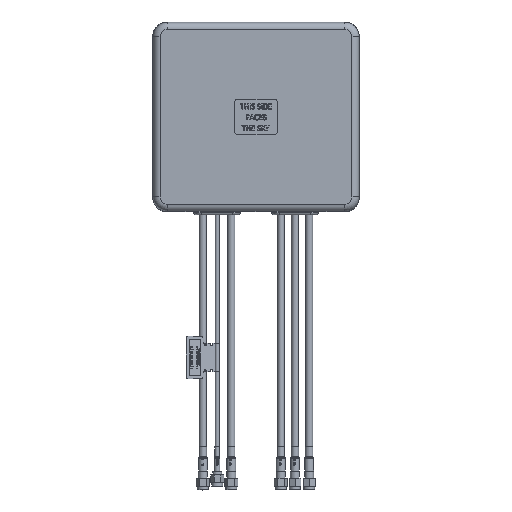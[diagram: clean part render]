
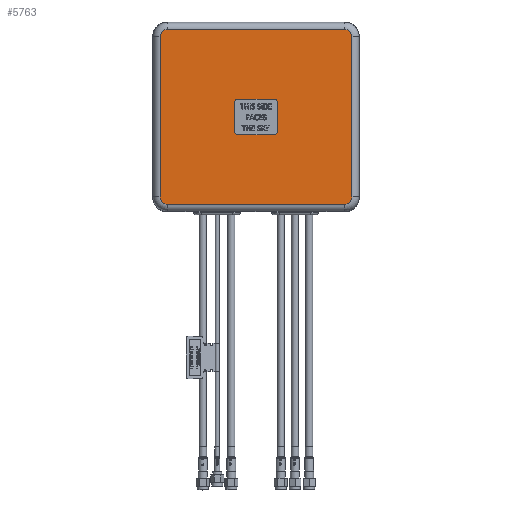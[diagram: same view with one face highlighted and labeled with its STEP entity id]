
A CAD part, top view. The second image highlights one B-rep face of the part: STEP entity #5763.
In plain terms, the highlighted planar face has unit normal (0, 0, 1).
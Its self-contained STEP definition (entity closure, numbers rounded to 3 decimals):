
#144 = ORIENTED_EDGE ( 'NONE', *, *, #22491, .F. ) ;
#177 = ORIENTED_EDGE ( 'NONE', *, *, #14481, .F. ) ;
#298 = VERTEX_POINT ( 'NONE', #16800 ) ;
#351 = DIRECTION ( 'NONE',  ( 0., 0., -1. ) ) ;
#1092 = ORIENTED_EDGE ( 'NONE', *, *, #26961, .F. ) ;
#1169 = LINE ( 'NONE', #19445, #7782 ) ;
#1816 = CARTESIAN_POINT ( 'NONE',  ( -22.809, -65.217, -12.672 ) ) ;
#1822 = CARTESIAN_POINT ( 'NONE',  ( -90.48, -126.888, -12.672 ) ) ;
#1924 = VERTEX_POINT ( 'NONE', #24138 ) ;
#2466 = ORIENTED_EDGE ( 'NONE', *, *, #6232, .F. ) ;
#2804 = VECTOR ( 'NONE', #15815, 1000. ) ;
#3853 = CIRCLE ( 'NONE', #14467, 5.172 ) ;
#3880 = CARTESIAN_POINT ( 'NONE',  ( -152.98, -121.717, -12.672 ) ) ;
#4083 = DIRECTION ( 'NONE',  ( 0., 1., 0. ) ) ;
#4624 = AXIS2_PLACEMENT_3D ( 'NONE', #3880, #8428, #6139 ) ;
#5763 = ADVANCED_FACE ( 'NONE', ( #15899 ), #16949, .T. ) ;
#6139 = DIRECTION ( 'NONE',  ( 0., -1., 0. ) ) ;
#6232 = EDGE_CURVE ( 'NONE', #23983, #14645, #22086, .T. ) ;
#7478 = DIRECTION ( 'NONE',  ( 0., 0., -1. ) ) ;
#7782 = VECTOR ( 'NONE', #4083, 1000. ) ;
#8280 = VERTEX_POINT ( 'NONE', #13052 ) ;
#8428 = DIRECTION ( 'NONE',  ( 0., 0., -1. ) ) ;
#9559 = EDGE_CURVE ( 'NONE', #25221, #23983, #15229, .T. ) ;
#10374 = DIRECTION ( 'NONE',  ( -1., 0., 0. ) ) ;
#10481 = LINE ( 'NONE', #1816, #2804 ) ;
#10538 = CARTESIAN_POINT ( 'NONE',  ( -22.809, -121.717, -12.672 ) ) ;
#10647 = ORIENTED_EDGE ( 'NONE', *, *, #9559, .F. ) ;
#11925 = ORIENTED_EDGE ( 'NONE', *, *, #13924, .F. ) ;
#12493 = VERTEX_POINT ( 'NONE', #14946 ) ;
#12852 = CIRCLE ( 'NONE', #4624, 5.172 ) ;
#13052 = CARTESIAN_POINT ( 'NONE',  ( -27.98, -3.545, -12.672 ) ) ;
#13790 = VECTOR ( 'NONE', #10374, 1000. ) ;
#13924 = EDGE_CURVE ( 'NONE', #1924, #25221, #10481, .T. ) ;
#14054 = ORIENTED_EDGE ( 'NONE', *, *, #27047, .F. ) ;
#14227 = DIRECTION ( 'NONE',  ( 0., -1., 0. ) ) ;
#14467 = AXIS2_PLACEMENT_3D ( 'NONE', #27419, #7478, #15947 ) ;
#14481 = EDGE_CURVE ( 'NONE', #14645, #12493, #12852, .T. ) ;
#14645 = VERTEX_POINT ( 'NONE', #16521 ) ;
#14799 = CARTESIAN_POINT ( 'NONE',  ( -90.48, -65.217, -12.672 ) ) ;
#14886 = DIRECTION ( 'NONE',  ( 0., 0., 1. ) ) ;
#14946 = CARTESIAN_POINT ( 'NONE',  ( -158.152, -121.717, -12.672 ) ) ;
#15101 = CARTESIAN_POINT ( 'NONE',  ( -27.98, -126.888, -12.672 ) ) ;
#15229 = CIRCLE ( 'NONE', #16601, 5.172 ) ;
#15365 = EDGE_LOOP ( 'NONE', ( #15450, #144, #1092, #177, #2466, #10647, #11925, #14054 ) ) ;
#15367 = VERTEX_POINT ( 'NONE', #22436 ) ;
#15450 = ORIENTED_EDGE ( 'NONE', *, *, #16796, .F. ) ;
#15575 = VECTOR ( 'NONE', #23198, 1000. ) ;
#15815 = DIRECTION ( 'NONE',  ( 0., -1., 0. ) ) ;
#15899 = FACE_OUTER_BOUND ( 'NONE', #15365, .T. ) ;
#15947 = DIRECTION ( 'NONE',  ( 0., -1., 0. ) ) ;
#16521 = CARTESIAN_POINT ( 'NONE',  ( -152.98, -126.888, -12.672 ) ) ;
#16601 = AXIS2_PLACEMENT_3D ( 'NONE', #20842, #25296, #14227 ) ;
#16796 = EDGE_CURVE ( 'NONE', #15367, #8280, #20461, .T. ) ;
#16800 = CARTESIAN_POINT ( 'NONE',  ( -158.152, -8.717, -12.672 ) ) ;
#16949 = PLANE ( 'NONE',  #18475 ) ;
#17788 = CARTESIAN_POINT ( 'NONE',  ( -27.98, -8.717, -12.672 ) ) ;
#18475 = AXIS2_PLACEMENT_3D ( 'NONE', #14799, #14886, #19267 ) ;
#18671 = AXIS2_PLACEMENT_3D ( 'NONE', #17788, #351, #24588 ) ;
#19267 = DIRECTION ( 'NONE',  ( 0., -1., 0. ) ) ;
#19445 = CARTESIAN_POINT ( 'NONE',  ( -158.152, -65.217, -12.672 ) ) ;
#20461 = LINE ( 'NONE', #23110, #15575 ) ;
#20842 = CARTESIAN_POINT ( 'NONE',  ( -27.98, -121.717, -12.672 ) ) ;
#22086 = LINE ( 'NONE', #1822, #13790 ) ;
#22436 = CARTESIAN_POINT ( 'NONE',  ( -152.98, -3.545, -12.672 ) ) ;
#22491 = EDGE_CURVE ( 'NONE', #298, #15367, #3853, .T. ) ;
#23110 = CARTESIAN_POINT ( 'NONE',  ( -90.48, -3.545, -12.672 ) ) ;
#23198 = DIRECTION ( 'NONE',  ( 1., 0., 0. ) ) ;
#23983 = VERTEX_POINT ( 'NONE', #15101 ) ;
#24138 = CARTESIAN_POINT ( 'NONE',  ( -22.809, -8.717, -12.672 ) ) ;
#24588 = DIRECTION ( 'NONE',  ( 0., -1., 0. ) ) ;
#25221 = VERTEX_POINT ( 'NONE', #10538 ) ;
#25296 = DIRECTION ( 'NONE',  ( 0., 0., -1. ) ) ;
#25537 = CIRCLE ( 'NONE', #18671, 5.172 ) ;
#26961 = EDGE_CURVE ( 'NONE', #12493, #298, #1169, .T. ) ;
#27047 = EDGE_CURVE ( 'NONE', #8280, #1924, #25537, .T. ) ;
#27419 = CARTESIAN_POINT ( 'NONE',  ( -152.98, -8.717, -12.672 ) ) ;
